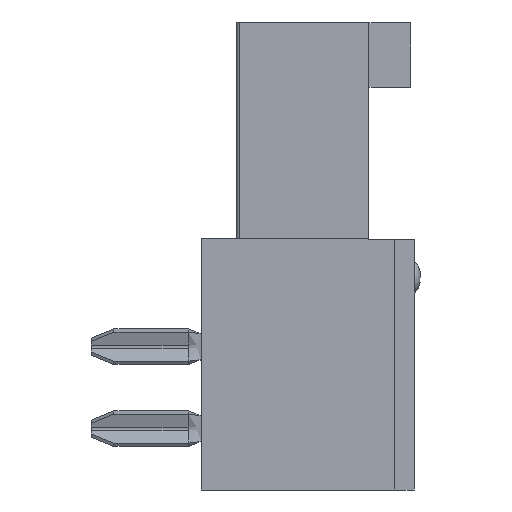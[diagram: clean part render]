
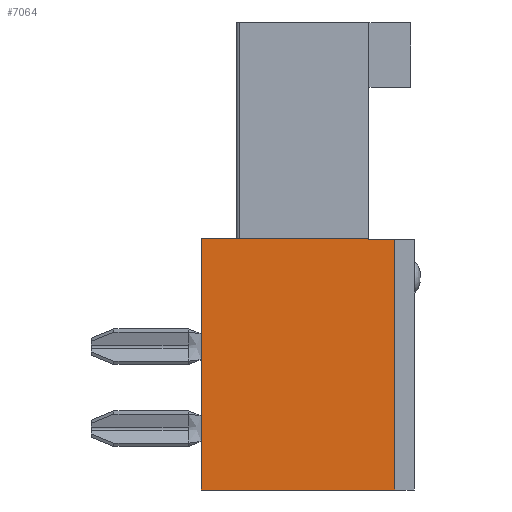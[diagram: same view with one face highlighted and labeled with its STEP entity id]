
A CAD part, left-side view. The second image highlights one B-rep face of the part: STEP entity #7064.
In plain terms, the highlighted planar face has unit normal (-1, 0, 0).
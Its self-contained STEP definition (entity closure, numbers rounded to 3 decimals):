
#1605=ORIENTED_EDGE('',*,*,#2481,.F.);
#1606=ORIENTED_EDGE('',*,*,#2967,.F.);
#1607=ORIENTED_EDGE('',*,*,#2421,.F.);
#1608=ORIENTED_EDGE('',*,*,#2417,.F.);
#1609=ORIENTED_EDGE('',*,*,#2393,.F.);
#1610=ORIENTED_EDGE('',*,*,#2380,.F.);
#2380=EDGE_CURVE('',#3373,#3374,#4046,.T.);
#2393=EDGE_CURVE('',#3374,#3385,#4053,.T.);
#2417=EDGE_CURVE('',#3385,#3404,#4072,.T.);
#2421=EDGE_CURVE('',#3404,#3408,#4076,.T.);
#2481=EDGE_CURVE('',#3460,#3373,#4136,.T.);
#2967=EDGE_CURVE('',#3408,#3460,#4582,.T.);
#3373=VERTEX_POINT('',#9815);
#3374=VERTEX_POINT('',#9817);
#3385=VERTEX_POINT('',#9843);
#3404=VERTEX_POINT('',#9884);
#3408=VERTEX_POINT('',#9898);
#3460=VERTEX_POINT('',#10014);
#4046=LINE('',#9816,#4915);
#4053=LINE('',#9842,#4922);
#4072=LINE('',#9891,#4941);
#4076=LINE('',#9897,#4945);
#4136=LINE('',#10015,#5005);
#4582=LINE('',#11085,#5451);
#4915=VECTOR('',#7926,1000.);
#4922=VECTOR('',#7949,1000.);
#4941=VECTOR('',#7982,1000.);
#4945=VECTOR('',#7990,1000.);
#5005=VECTOR('',#8060,1000.);
#5451=VECTOR('',#9006,1000.);
#5956=EDGE_LOOP('',(#1605,#1606,#1607,#1608,#1609,#1610));
#6376=FACE_BOUND('',#5956,.T.);
#6727=PLANE('',#7600);
#7064=ADVANCED_FACE('',(#6376),#6727,.F.);
#7600=AXIS2_PLACEMENT_3D('',#11086,#9007,#9008);
#7926=DIRECTION('',(0.,0.,1.));
#7949=DIRECTION('',(0.,-1.,0.));
#7982=DIRECTION('',(0.,0.,-1.));
#7990=DIRECTION('',(0.,-1.,0.));
#8060=DIRECTION('',(0.,1.,0.));
#9006=DIRECTION('',(0.,0.,-1.));
#9007=DIRECTION('',(1.,0.,0.));
#9008=DIRECTION('',(0.,0.,-1.));
#9815=CARTESIAN_POINT('',(-10.91,3.3,-3.9));
#9816=CARTESIAN_POINT('',(-10.91,3.3,-3.9));
#9817=CARTESIAN_POINT('',(-10.91,3.3,3.9));
#9842=CARTESIAN_POINT('',(-10.91,3.3,3.9));
#9843=CARTESIAN_POINT('',(-10.91,-1.9,3.9));
#9884=CARTESIAN_POINT('',(-10.91,-1.9,3.85));
#9891=CARTESIAN_POINT('',(-10.91,-1.9,3.9));
#9897=CARTESIAN_POINT('',(-10.91,-1.9,3.85));
#9898=CARTESIAN_POINT('',(-10.91,-2.7,3.85));
#10014=CARTESIAN_POINT('',(-10.91,-2.7,-3.9));
#10015=CARTESIAN_POINT('',(-10.91,-2.7,-3.9));
#11085=CARTESIAN_POINT('',(-10.91,-2.7,3.85));
#11086=CARTESIAN_POINT('',(-10.91,0.,0.));
